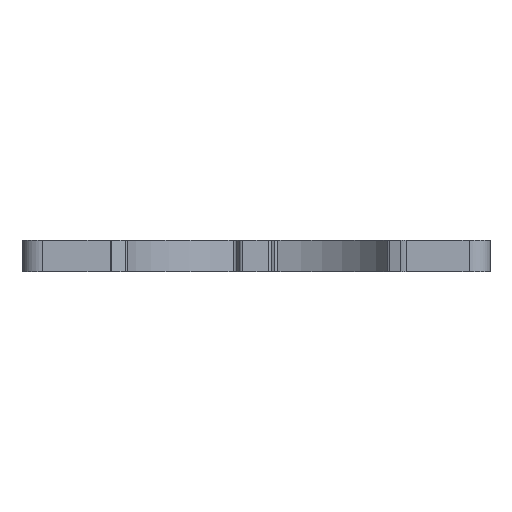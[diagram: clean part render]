
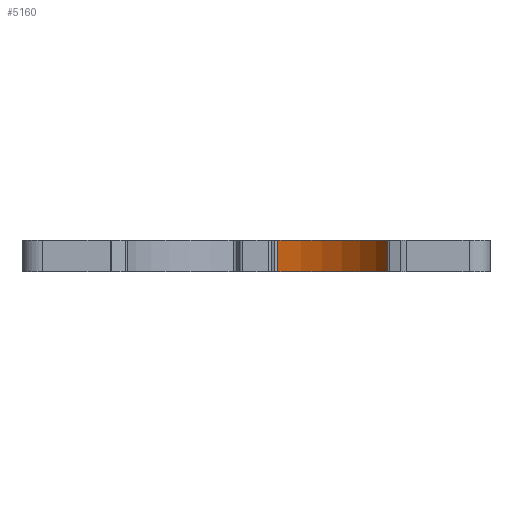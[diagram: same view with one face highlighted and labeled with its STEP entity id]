
A CAD part, left-side view. The second image highlights one B-rep face of the part: STEP entity #5160.
In plain terms, the highlighted cylindrical face has radius 14.541 mm (diameter 29.083 mm), a partial arc.
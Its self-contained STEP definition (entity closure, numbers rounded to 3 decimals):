
#468=VECTOR('',#7480,1.);
#469=VECTOR('',#7483,1.);
#874=LINE('',#9133,#468);
#875=LINE('',#9135,#469);
#1402=VERTEX_POINT('',#9028);
#1403=VERTEX_POINT('',#9030);
#1420=VERTEX_POINT('',#9065);
#1421=VERTEX_POINT('',#9067);
#1838=CIRCLE('',#5804,14.541);
#1849=CIRCLE('',#5816,14.541);
#2590=EDGE_CURVE('',#1403,#1402,#1838,.T.);
#2608=EDGE_CURVE('',#1420,#1421,#1849,.T.);
#2642=EDGE_CURVE('',#1420,#1403,#874,.T.);
#2643=EDGE_CURVE('',#1421,#1402,#875,.T.);
#4174=ORIENTED_EDGE('',*,*,#2590,.T.);
#4175=ORIENTED_EDGE('',*,*,#2643,.F.);
#4176=ORIENTED_EDGE('',*,*,#2608,.F.);
#4177=ORIENTED_EDGE('',*,*,#2642,.T.);
#4586=EDGE_LOOP('',(#4174,#4175,#4176,#4177));
#4882=FACE_BOUND('',#4586,.T.);
#5160=ADVANCED_FACE('',(#4882),#9418,.F.);
#5804=AXIS2_PLACEMENT_3D('',#9029,#7387,#7388);
#5816=AXIS2_PLACEMENT_3D('',#9066,#7417,#7418);
#5841=AXIS2_PLACEMENT_3D('',#9134,#7481,#7482);
#7387=DIRECTION('',(0.,0.,1.));
#7388=DIRECTION('',(14.541,0.,0.));
#7417=DIRECTION('',(0.,0.,1.));
#7418=DIRECTION('',(14.541,0.,0.));
#7480=DIRECTION('',(0.,0.,1.));
#7481=DIRECTION('',(0.,0.,1.));
#7482=DIRECTION('',(14.541,0.,0.));
#7483=DIRECTION('',(0.,0.,1.));
#9028=CARTESIAN_POINT('',(-57.345,-2.042,3.));
#9029=CARTESIAN_POINT('',(-71.703,0.26,3.));
#9030=CARTESIAN_POINT('',(-69.134,-14.053,3.));
#9065=CARTESIAN_POINT('',(-69.134,-14.053,0.));
#9066=CARTESIAN_POINT('',(-71.703,0.26,0.));
#9067=CARTESIAN_POINT('',(-57.345,-2.042,0.));
#9133=CARTESIAN_POINT('',(-69.134,-14.053,0.));
#9134=CARTESIAN_POINT('',(-71.703,0.26,0.));
#9135=CARTESIAN_POINT('',(-57.345,-2.042,0.));
#9418=CYLINDRICAL_SURFACE('',#5841,14.541);
